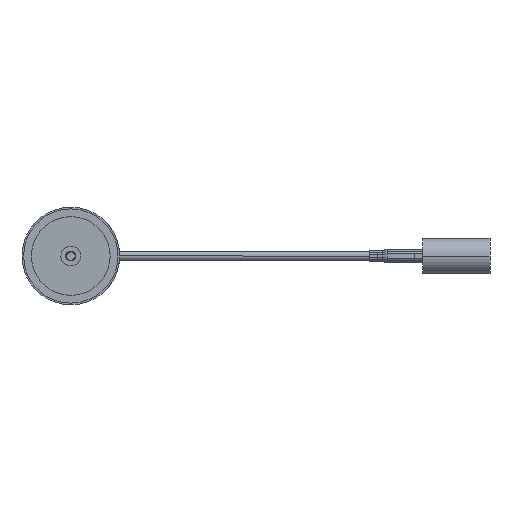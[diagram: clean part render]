
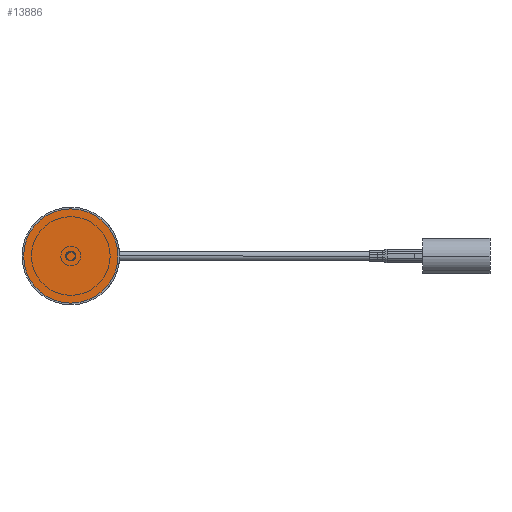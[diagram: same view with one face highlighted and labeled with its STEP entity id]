
A CAD part, front view. The second image highlights one B-rep face of the part: STEP entity #13886.
In plain terms, the highlighted face is planar.
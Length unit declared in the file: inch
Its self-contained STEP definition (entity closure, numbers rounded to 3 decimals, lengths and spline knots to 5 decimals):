
#412 = VERTEX_POINT ( 'NONE', #8490 ) ;
#571 = DIRECTION ( 'NONE',  ( 0., 0., 1. ) ) ;
#589 = PLANE ( 'NONE',  #5177 ) ;
#630 = ORIENTED_EDGE ( 'NONE', *, *, #16238, .F. ) ;
#2297 = FACE_OUTER_BOUND ( 'NONE', #21877, .T. ) ;
#4020 = CARTESIAN_POINT ( 'NONE',  ( 0.56102, 0., 0. ) ) ;
#4991 = AXIS2_PLACEMENT_3D ( 'NONE', #7719, #11552, #22299 ) ;
#5177 = AXIS2_PLACEMENT_3D ( 'NONE', #9783, #11702, #11631 ) ;
#6788 = CIRCLE ( 'NONE', #4991, 0.56102 ) ;
#7719 = CARTESIAN_POINT ( 'NONE',  ( 0., 0., 0. ) ) ;
#8490 = CARTESIAN_POINT ( 'NONE',  ( -0.56102, 0., 0. ) ) ;
#8700 = VERTEX_POINT ( 'NONE', #4020 ) ;
#9783 = CARTESIAN_POINT ( 'NONE',  ( 0., 0., 0. ) ) ;
#10000 = DIRECTION ( 'NONE',  ( 1., 0., 0. ) ) ;
#10347 = AXIS2_PLACEMENT_3D ( 'NONE', #20779, #571, #10000 ) ;
#11552 = DIRECTION ( 'NONE',  ( 0., 0., 1. ) ) ;
#11631 = DIRECTION ( 'NONE',  ( 1., 0., 0. ) ) ;
#11702 = DIRECTION ( 'NONE',  ( 0., 0., 1. ) ) ;
#12199 = EDGE_CURVE ( 'NONE', #412, #8700, #6788, .T. ) ;
#13886 = ADVANCED_FACE ( 'NONE', ( #2297 ), #589, .F. ) ;
#16238 = EDGE_CURVE ( 'NONE', #8700, #412, #20003, .T. ) ;
#20003 = CIRCLE ( 'NONE', #10347, 0.56102 ) ;
#20779 = CARTESIAN_POINT ( 'NONE',  ( 0., 0., 0. ) ) ;
#21877 = EDGE_LOOP ( 'NONE', ( #630, #21914 ) ) ;
#21914 = ORIENTED_EDGE ( 'NONE', *, *, #12199, .F. ) ;
#22299 = DIRECTION ( 'NONE',  ( 1., 0., 0. ) ) ;
